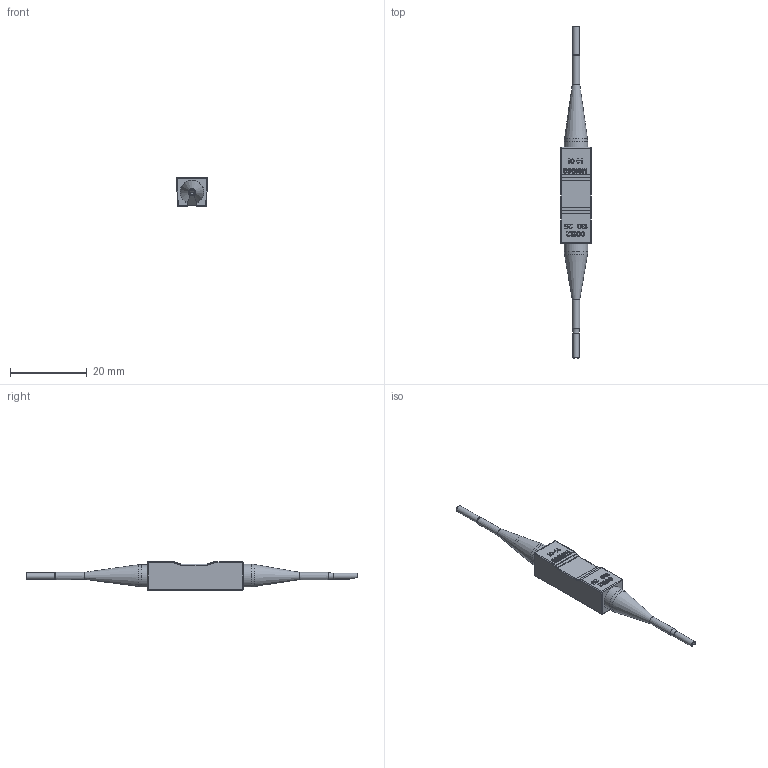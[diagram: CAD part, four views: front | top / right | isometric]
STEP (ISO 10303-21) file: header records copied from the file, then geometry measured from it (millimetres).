
FILE_DESCRIPTION((''),'2;1');
FILE_NAME('00111213025','2019-09-18T',('presta_be4'),(''),'PRO/ENGINEER BY PARAMETRIC TECHNOLOGY CORPORATION, 2014310','PRO/ENGINEER BY PARAMETRIC TECHNOLOGY CORPORATION, 2014310','');
FILE_SCHEMA(('CONFIG_CONTROL_DESIGN'));
Length unit declared in the file: millimetre
Products named in the file (1): 00111213025
Bounding box: 7.99 x 86.4 x 7.6 mm (x, y, z)
Volume: 1470.4 mm3; surface area: 2325.8 mm2
Topology: 1 solids, 1 shells, 1193 faces, 3359 edges, 2230 vertices
Faces by surface type: plane 1123, cylinder 44, cone 13, sphere 8, bspline 3, torus 2
Entity records: 38248 total; most frequent: CARTESIAN_POINT 7406, ORIENTED_EDGE 6718, DIRECTION 5758, EDGE_CURVE 3359, VECTOR 3192, LINE 3192, VERTEX_POINT 2230, AXIS2_PLACEMENT_3D 1283
